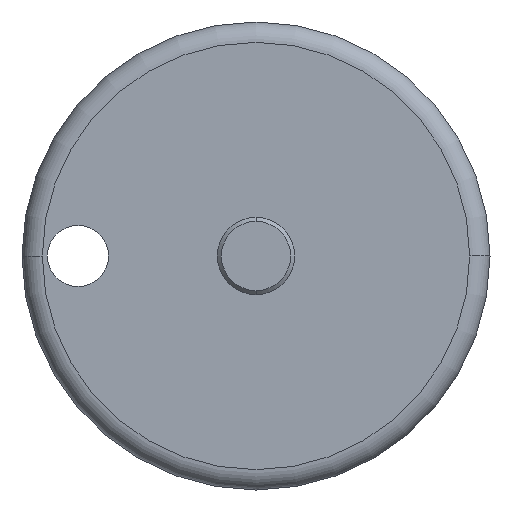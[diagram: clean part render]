
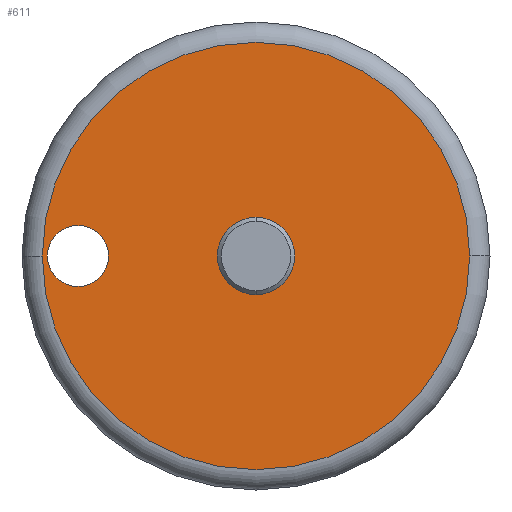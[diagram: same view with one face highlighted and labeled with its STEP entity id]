
A CAD part, left-side view. The second image highlights one B-rep face of the part: STEP entity #611.
In plain terms, the highlighted planar face has unit normal (-1, 0, 0).
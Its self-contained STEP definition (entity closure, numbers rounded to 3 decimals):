
#3 = DIRECTION ( 'NONE',  ( 0., -1., 0. ) ) ;
#28 = DIRECTION ( 'NONE',  ( -1., 0., 0. ) ) ;
#32 = VERTEX_POINT ( 'NONE', #567 ) ;
#36 = ORIENTED_EDGE ( 'NONE', *, *, #547, .T. ) ;
#73 = CARTESIAN_POINT ( 'NONE',  ( -92.681, 0.721, 0. ) ) ;
#124 = EDGE_CURVE ( 'NONE', #675, #735, #999, .T. ) ;
#132 = DIRECTION ( 'NONE',  ( 0., 1., 0. ) ) ;
#150 = VERTEX_POINT ( 'NONE', #852 ) ;
#153 = CARTESIAN_POINT ( 'NONE',  ( -92.681, 12.221, 0. ) ) ;
#156 = EDGE_CURVE ( 'NONE', #32, #998, #1017, .T. ) ;
#160 = AXIS2_PLACEMENT_3D ( 'NONE', #182, #985, #465 ) ;
#178 = DIRECTION ( 'NONE',  ( 1., 0., 0. ) ) ;
#182 = CARTESIAN_POINT ( 'NONE',  ( -92.681, 0.721, 0. ) ) ;
#256 = AXIS2_PLACEMENT_3D ( 'NONE', #340, #540, #679 ) ;
#270 = ORIENTED_EDGE ( 'NONE', *, *, #156, .T. ) ;
#286 = EDGE_LOOP ( 'NONE', ( #625, #36 ) ) ;
#293 = CARTESIAN_POINT ( 'NONE',  ( -92.681, -1.179, 0. ) ) ;
#310 = EDGE_CURVE ( 'NONE', #998, #32, #692, .T. ) ;
#340 = CARTESIAN_POINT ( 'NONE',  ( -92.681, 0.721, 0. ) ) ;
#342 = AXIS2_PLACEMENT_3D ( 'NONE', #668, #765, #3 ) ;
#347 = DIRECTION ( 'NONE',  ( 1., 0., 0. ) ) ;
#433 = CARTESIAN_POINT ( 'NONE',  ( -92.681, 11.221, 0. ) ) ;
#459 = CIRCLE ( 'NONE', #722, 1.5 ) ;
#465 = DIRECTION ( 'NONE',  ( 0., 1., 0. ) ) ;
#498 = CIRCLE ( 'NONE', #342, 1.9 ) ;
#540 = DIRECTION ( 'NONE',  ( -1., 0., 0. ) ) ;
#547 = EDGE_CURVE ( 'NONE', #150, #970, #459, .T. ) ;
#550 = DIRECTION ( 'NONE',  ( 0., 1., 0. ) ) ;
#552 = AXIS2_PLACEMENT_3D ( 'NONE', #153, #703, #132 ) ;
#567 = CARTESIAN_POINT ( 'NONE',  ( -92.681, -9.779, 0. ) ) ;
#611 = ADVANCED_FACE ( 'NONE', ( #812, #828, #807 ), #944, .F. ) ;
#625 = ORIENTED_EDGE ( 'NONE', *, *, #927, .T. ) ;
#638 = AXIS2_PLACEMENT_3D ( 'NONE', #655, #347, #750 ) ;
#655 = CARTESIAN_POINT ( 'NONE',  ( -92.681, 9.471, 0. ) ) ;
#668 = CARTESIAN_POINT ( 'NONE',  ( -92.681, 0.721, 0. ) ) ;
#672 = EDGE_LOOP ( 'NONE', ( #981, #270 ) ) ;
#675 = VERTEX_POINT ( 'NONE', #293 ) ;
#678 = EDGE_LOOP ( 'NONE', ( #756, #773 ) ) ;
#679 = DIRECTION ( 'NONE',  ( 0., -1., 0. ) ) ;
#689 = CARTESIAN_POINT ( 'NONE',  ( -92.681, 9.471, 0. ) ) ;
#692 = CIRCLE ( 'NONE', #924, 10.5 ) ;
#693 = CARTESIAN_POINT ( 'NONE',  ( -92.681, 10.971, 0. ) ) ;
#703 = DIRECTION ( 'NONE',  ( 1., 0., 0. ) ) ;
#711 = CIRCLE ( 'NONE', #638, 1.5 ) ;
#722 = AXIS2_PLACEMENT_3D ( 'NONE', #689, #178, #911 ) ;
#733 = EDGE_CURVE ( 'NONE', #735, #675, #498, .T. ) ;
#735 = VERTEX_POINT ( 'NONE', #913 ) ;
#750 = DIRECTION ( 'NONE',  ( 0., 1., 0. ) ) ;
#756 = ORIENTED_EDGE ( 'NONE', *, *, #124, .F. ) ;
#765 = DIRECTION ( 'NONE',  ( -1., 0., 0. ) ) ;
#773 = ORIENTED_EDGE ( 'NONE', *, *, #733, .F. ) ;
#807 = FACE_BOUND ( 'NONE', #678, .T. ) ;
#812 = FACE_BOUND ( 'NONE', #286, .T. ) ;
#828 = FACE_OUTER_BOUND ( 'NONE', #672, .T. ) ;
#852 = CARTESIAN_POINT ( 'NONE',  ( -92.681, 7.971, 0. ) ) ;
#911 = DIRECTION ( 'NONE',  ( 0., 1., 0. ) ) ;
#913 = CARTESIAN_POINT ( 'NONE',  ( -92.681, 2.621, 0. ) ) ;
#924 = AXIS2_PLACEMENT_3D ( 'NONE', #73, #28, #550 ) ;
#927 = EDGE_CURVE ( 'NONE', #970, #150, #711, .T. ) ;
#944 = PLANE ( 'NONE',  #552 ) ;
#970 = VERTEX_POINT ( 'NONE', #693 ) ;
#981 = ORIENTED_EDGE ( 'NONE', *, *, #310, .T. ) ;
#985 = DIRECTION ( 'NONE',  ( -1., 0., 0. ) ) ;
#998 = VERTEX_POINT ( 'NONE', #433 ) ;
#999 = CIRCLE ( 'NONE', #256, 1.9 ) ;
#1017 = CIRCLE ( 'NONE', #160, 10.5 ) ;
